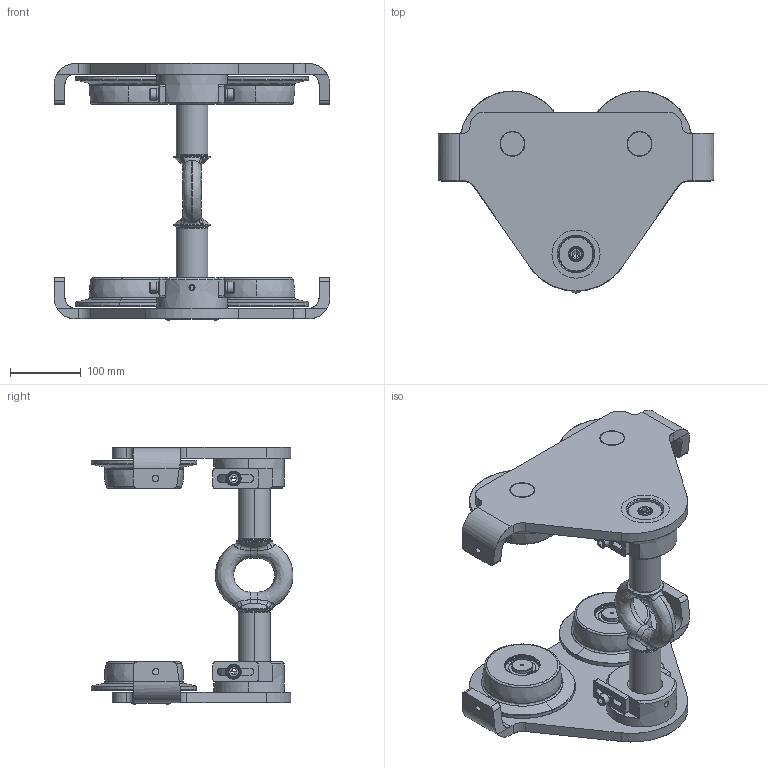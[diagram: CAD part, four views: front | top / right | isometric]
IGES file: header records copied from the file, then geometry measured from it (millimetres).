
Start section: SolidWorks IGES file using analytic representation for surfaces
Global section: file name: 05148308 HTP-B 3000.IGS; native system: SolidWorks 2015; preprocessor: SolidWorks 2015; author: sawwu; date: 180117.083641; units: millimetre
Bounding box: 390 x 285.89 x 363.95 mm (x, y, z)
Surface area: 626436.3 mm2 (no closed solid volume)
Topology: 0 solids, 0 shells, 598 faces, 10304 edges, 10296 vertices
Faces by surface type: revolution 326, bspline 272
